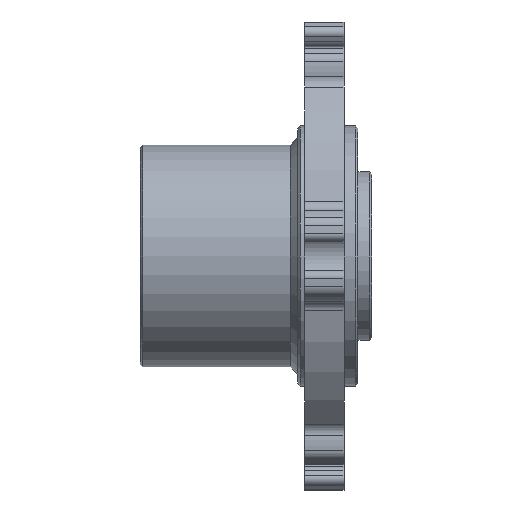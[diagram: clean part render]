
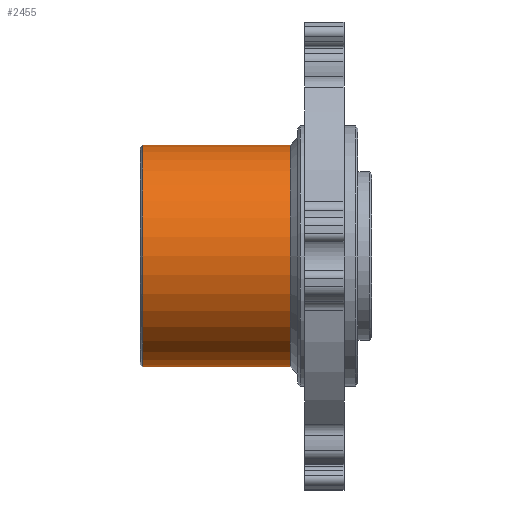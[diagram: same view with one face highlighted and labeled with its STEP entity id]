
A CAD part, left-side view. The second image highlights one B-rep face of the part: STEP entity #2455.
In plain terms, the highlighted cylindrical face has radius 12.167 mm (diameter 24.333 mm), a partial arc.
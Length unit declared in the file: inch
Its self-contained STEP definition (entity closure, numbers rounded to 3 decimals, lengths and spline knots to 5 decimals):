
#21 = DIRECTION ( 'NONE',  ( 0., -1., 0. ) ) ;
#127 = EDGE_CURVE ( 'NONE', #337, #2214, #1026, .T. ) ;
#170 = CARTESIAN_POINT ( 'NONE',  ( 0., 1., 0. ) ) ;
#331 = CARTESIAN_POINT ( 'NONE',  ( 0., 0.99, -0.479 ) ) ;
#337 = VERTEX_POINT ( 'NONE', #2877 ) ;
#365 = DIRECTION ( 'NONE',  ( 0., 1., 0. ) ) ;
#582 = VECTOR ( 'NONE', #21, 39.37008 ) ;
#618 = ORIENTED_EDGE ( 'NONE', *, *, #2856, .T. ) ;
#921 = DIRECTION ( 'NONE',  ( 0., -1., 0. ) ) ;
#945 = FACE_OUTER_BOUND ( 'NONE', #4624, .T. ) ;
#1026 = CIRCLE ( 'NONE', #1684, 0.479 ) ;
#1154 = VECTOR ( 'NONE', #3977, 39.37008 ) ;
#1229 = CARTESIAN_POINT ( 'NONE',  ( 0., 1., 0.479 ) ) ;
#1684 = AXIS2_PLACEMENT_3D ( 'NONE', #2398, #365, #2025 ) ;
#1833 = DIRECTION ( 'NONE',  ( 0., 0., -1. ) ) ;
#1942 = CARTESIAN_POINT ( 'NONE',  ( 0., 0.99, 0.479 ) ) ;
#2025 = DIRECTION ( 'NONE',  ( 0., 0., 1. ) ) ;
#2211 = AXIS2_PLACEMENT_3D ( 'NONE', #170, #921, #1833 ) ;
#2214 = VERTEX_POINT ( 'NONE', #2969 ) ;
#2398 = CARTESIAN_POINT ( 'NONE',  ( 0., 0.352, 0. ) ) ;
#2455 = ADVANCED_FACE ( 'NONE', ( #945 ), #3311, .T. ) ;
#2468 = CARTESIAN_POINT ( 'NONE',  ( 0., 1., -0.479 ) ) ;
#2583 = CARTESIAN_POINT ( 'NONE',  ( 0., 0.99, 0. ) ) ;
#2856 = EDGE_CURVE ( 'NONE', #4937, #3760, #3048, .T. ) ;
#2877 = CARTESIAN_POINT ( 'NONE',  ( 0., 0.352, -0.479 ) ) ;
#2969 = CARTESIAN_POINT ( 'NONE',  ( 0., 0.352, 0.479 ) ) ;
#3048 = CIRCLE ( 'NONE', #4684, 0.479 ) ;
#3311 = CYLINDRICAL_SURFACE ( 'NONE', #2211, 0.479 ) ;
#3760 = VERTEX_POINT ( 'NONE', #331 ) ;
#3888 = ORIENTED_EDGE ( 'NONE', *, *, #4325, .F. ) ;
#3977 = DIRECTION ( 'NONE',  ( 0., -1., 0. ) ) ;
#4157 = DIRECTION ( 'NONE',  ( 0., -1., 0. ) ) ;
#4325 = EDGE_CURVE ( 'NONE', #4937, #2214, #4757, .T. ) ;
#4562 = DIRECTION ( 'NONE',  ( 0., 0., 1. ) ) ;
#4624 = EDGE_LOOP ( 'NONE', ( #3888, #618, #4680, #4951 ) ) ;
#4655 = EDGE_CURVE ( 'NONE', #3760, #337, #4798, .T. ) ;
#4680 = ORIENTED_EDGE ( 'NONE', *, *, #4655, .T. ) ;
#4684 = AXIS2_PLACEMENT_3D ( 'NONE', #2583, #4157, #4562 ) ;
#4757 = LINE ( 'NONE', #1229, #1154 ) ;
#4798 = LINE ( 'NONE', #2468, #582 ) ;
#4937 = VERTEX_POINT ( 'NONE', #1942 ) ;
#4951 = ORIENTED_EDGE ( 'NONE', *, *, #127, .T. ) ;
